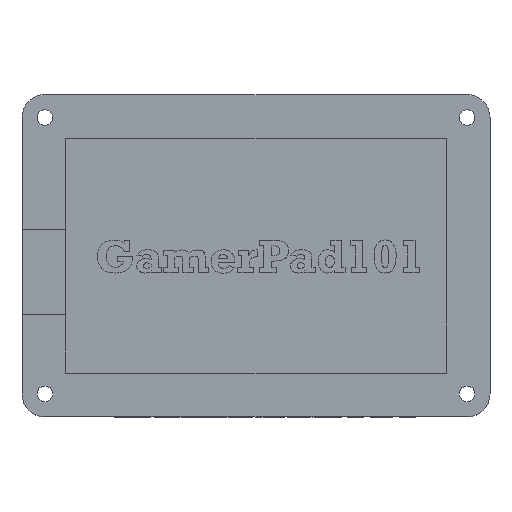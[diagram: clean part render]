
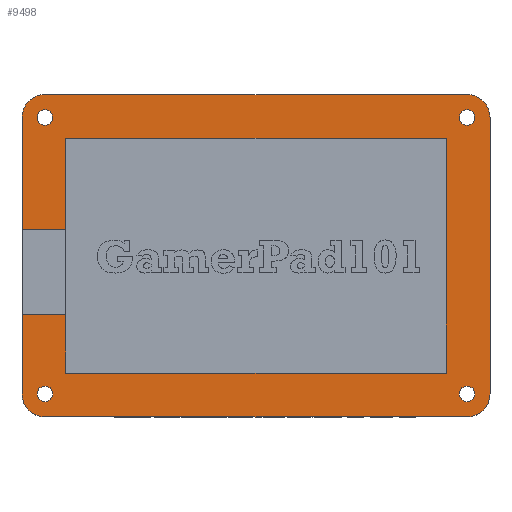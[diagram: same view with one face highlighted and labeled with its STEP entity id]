
A CAD part, top view. The second image highlights one B-rep face of the part: STEP entity #9498.
In plain terms, the highlighted planar face has unit normal (0, 0, 1).
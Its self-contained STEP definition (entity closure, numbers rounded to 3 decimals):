
#19=CIRCLE('',#9768,5.);
#21=CIRCLE('',#9771,5.);
#22=CIRCLE('',#9772,5.);
#23=CIRCLE('',#9773,5.);
#24=CIRCLE('',#9774,1.7);
#25=CIRCLE('',#9775,1.7);
#26=CIRCLE('',#9776,1.7);
#27=CIRCLE('',#9777,1.7);
#88=FACE_BOUND('',#1865,.T.);
#89=FACE_BOUND('',#1866,.T.);
#90=FACE_BOUND('',#1867,.T.);
#91=FACE_BOUND('',#1868,.T.);
#1326=FACE_OUTER_BOUND('',#1864,.T.);
#1864=EDGE_LOOP('',(#8633,#8634,#8635,#8636,#8637,#8638,#8639,#8640,#8641,
#8642,#8643,#8644,#8645,#8646,#8647,#8648));
#1865=EDGE_LOOP('',(#8649));
#1866=EDGE_LOOP('',(#8650));
#1867=EDGE_LOOP('',(#8651));
#1868=EDGE_LOOP('',(#8652));
#2072=LINE('',#12399,#2946);
#2741=LINE('',#18224,#3615);
#2742=LINE('',#18228,#3616);
#2743=LINE('',#18230,#3617);
#2744=LINE('',#18232,#3618);
#2745=LINE('',#18234,#3619);
#2746=LINE('',#18236,#3620);
#2747=LINE('',#18238,#3621);
#2748=LINE('',#18240,#3622);
#2749=LINE('',#18242,#3623);
#2750=LINE('',#18244,#3624);
#2751=LINE('',#18248,#3625);
#2946=VECTOR('',#10085,10.);
#3615=VECTOR('',#11120,10.);
#3616=VECTOR('',#11123,10.);
#3617=VECTOR('',#11124,10.);
#3618=VECTOR('',#11125,10.);
#3619=VECTOR('',#11126,10.);
#3620=VECTOR('',#11127,10.);
#3621=VECTOR('',#11128,10.);
#3622=VECTOR('',#11129,10.);
#3623=VECTOR('',#11130,10.);
#3624=VECTOR('',#11131,10.);
#3625=VECTOR('',#11136,10.);
#3814=VERTEX_POINT('',#12393);
#3816=VERTEX_POINT('',#12397);
#4545=VERTEX_POINT('',#18214);
#4546=VERTEX_POINT('',#18215);
#4549=VERTEX_POINT('',#18223);
#4550=VERTEX_POINT('',#18225);
#4551=VERTEX_POINT('',#18227);
#4552=VERTEX_POINT('',#18229);
#4553=VERTEX_POINT('',#18231);
#4554=VERTEX_POINT('',#18233);
#4555=VERTEX_POINT('',#18235);
#4556=VERTEX_POINT('',#18237);
#4557=VERTEX_POINT('',#18239);
#4558=VERTEX_POINT('',#18241);
#4559=VERTEX_POINT('',#18243);
#4560=VERTEX_POINT('',#18246);
#4561=VERTEX_POINT('',#18249);
#4562=VERTEX_POINT('',#18251);
#4563=VERTEX_POINT('',#18253);
#4564=VERTEX_POINT('',#18255);
#4828=EDGE_CURVE('',#3814,#3816,#2072,.T.);
#5919=EDGE_CURVE('',#4545,#4546,#19,.T.);
#5923=EDGE_CURVE('',#4545,#4549,#2741,.T.);
#5924=EDGE_CURVE('',#4550,#4549,#21,.T.);
#5925=EDGE_CURVE('',#4550,#4551,#2742,.T.);
#5926=EDGE_CURVE('',#4551,#4552,#2743,.T.);
#5927=EDGE_CURVE('',#4552,#4553,#2744,.T.);
#5928=EDGE_CURVE('',#4553,#4554,#2745,.T.);
#5929=EDGE_CURVE('',#4554,#4555,#2746,.T.);
#5930=EDGE_CURVE('',#4555,#4556,#2747,.T.);
#5931=EDGE_CURVE('',#4556,#4557,#2748,.T.);
#5932=EDGE_CURVE('',#4557,#4558,#2749,.T.);
#5933=EDGE_CURVE('',#4558,#4559,#2750,.T.);
#5934=EDGE_CURVE('',#3814,#4559,#22,.T.);
#5935=EDGE_CURVE('',#4560,#3816,#23,.T.);
#5936=EDGE_CURVE('',#4560,#4546,#2751,.T.);
#5937=EDGE_CURVE('',#4561,#4561,#24,.T.);
#5938=EDGE_CURVE('',#4562,#4562,#25,.T.);
#5939=EDGE_CURVE('',#4563,#4563,#26,.T.);
#5940=EDGE_CURVE('',#4564,#4564,#27,.T.);
#8633=ORIENTED_EDGE('',*,*,#5919,.F.);
#8634=ORIENTED_EDGE('',*,*,#5923,.T.);
#8635=ORIENTED_EDGE('',*,*,#5924,.F.);
#8636=ORIENTED_EDGE('',*,*,#5925,.T.);
#8637=ORIENTED_EDGE('',*,*,#5926,.T.);
#8638=ORIENTED_EDGE('',*,*,#5927,.T.);
#8639=ORIENTED_EDGE('',*,*,#5928,.T.);
#8640=ORIENTED_EDGE('',*,*,#5929,.T.);
#8641=ORIENTED_EDGE('',*,*,#5930,.T.);
#8642=ORIENTED_EDGE('',*,*,#5931,.T.);
#8643=ORIENTED_EDGE('',*,*,#5932,.T.);
#8644=ORIENTED_EDGE('',*,*,#5933,.T.);
#8645=ORIENTED_EDGE('',*,*,#5934,.F.);
#8646=ORIENTED_EDGE('',*,*,#4828,.T.);
#8647=ORIENTED_EDGE('',*,*,#5935,.F.);
#8648=ORIENTED_EDGE('',*,*,#5936,.T.);
#8649=ORIENTED_EDGE('',*,*,#5937,.T.);
#8650=ORIENTED_EDGE('',*,*,#5938,.T.);
#8651=ORIENTED_EDGE('',*,*,#5939,.T.);
#8652=ORIENTED_EDGE('',*,*,#5940,.T.);
#9004=PLANE('',#9770);
#9498=ADVANCED_FACE('',(#1326,#88,#89,#90,#91),#9004,.T.);
#9768=AXIS2_PLACEMENT_3D('',#18216,#11112,#11113);
#9770=AXIS2_PLACEMENT_3D('',#18222,#11118,#11119);
#9771=AXIS2_PLACEMENT_3D('',#18226,#11121,#11122);
#9772=AXIS2_PLACEMENT_3D('',#18245,#11132,#11133);
#9773=AXIS2_PLACEMENT_3D('',#18247,#11134,#11135);
#9774=AXIS2_PLACEMENT_3D('',#18250,#11137,#11138);
#9775=AXIS2_PLACEMENT_3D('',#18252,#11139,#11140);
#9776=AXIS2_PLACEMENT_3D('',#18254,#11141,#11142);
#9777=AXIS2_PLACEMENT_3D('',#18256,#11143,#11144);
#10085=DIRECTION('',(1.,0.,0.));
#11112=DIRECTION('center_axis',(0.,0.,-1.));
#11113=DIRECTION('ref_axis',(0.707,0.707,0.));
#11118=DIRECTION('center_axis',(0.,0.,1.));
#11119=DIRECTION('ref_axis',(1.,0.,0.));
#11120=DIRECTION('',(-1.,0.,0.));
#11121=DIRECTION('center_axis',(0.,0.,-1.));
#11122=DIRECTION('ref_axis',(-0.707,0.707,0.));
#11123=DIRECTION('',(0.,-1.,0.));
#11124=DIRECTION('',(1.,0.,0.));
#11125=DIRECTION('',(0.,1.,0.));
#11126=DIRECTION('',(1.,0.,0.));
#11127=DIRECTION('',(0.,-1.,0.));
#11128=DIRECTION('',(-1.,0.,0.));
#11129=DIRECTION('',(0.,1.,0.));
#11130=DIRECTION('',(-1.,0.,0.));
#11131=DIRECTION('',(0.,-1.,0.));
#11132=DIRECTION('center_axis',(0.,0.,-1.));
#11133=DIRECTION('ref_axis',(-0.707,-0.707,0.));
#11134=DIRECTION('center_axis',(0.,0.,-1.));
#11135=DIRECTION('ref_axis',(0.707,-0.707,0.));
#11136=DIRECTION('',(0.,1.,0.));
#11137=DIRECTION('center_axis',(0.,0.,-1.));
#11138=DIRECTION('ref_axis',(1.,0.,0.));
#11139=DIRECTION('center_axis',(0.,0.,-1.));
#11140=DIRECTION('ref_axis',(1.,0.,0.));
#11141=DIRECTION('center_axis',(0.,0.,-1.));
#11142=DIRECTION('ref_axis',(1.,0.,0.));
#11143=DIRECTION('center_axis',(0.,0.,-1.));
#11144=DIRECTION('ref_axis',(1.,0.,0.));
#12393=CARTESIAN_POINT('',(-56.885,-22.481,13.));
#12397=CARTESIAN_POINT('',(34.915,-22.481,13.));
#12399=CARTESIAN_POINT('',(39.915,-22.481,13.));
#18214=CARTESIAN_POINT('',(34.915,47.619,13.));
#18215=CARTESIAN_POINT('',(39.915,42.619,13.));
#18216=CARTESIAN_POINT('Origin',(34.915,42.619,13.));
#18222=CARTESIAN_POINT('Origin',(-56.885,42.619,13.));
#18223=CARTESIAN_POINT('',(-56.885,47.619,13.));
#18224=CARTESIAN_POINT('',(-61.885,47.619,13.));
#18225=CARTESIAN_POINT('',(-61.885,42.619,13.));
#18226=CARTESIAN_POINT('Origin',(-56.885,42.619,13.));
#18227=CARTESIAN_POINT('',(-61.885,18.249,13.));
#18228=CARTESIAN_POINT('',(-61.885,-22.481,13.));
#18229=CARTESIAN_POINT('',(-52.385,18.249,13.));
#18230=CARTESIAN_POINT('',(-59.385,18.249,13.));
#18231=CARTESIAN_POINT('',(-52.385,38.119,13.));
#18232=CARTESIAN_POINT('',(-52.385,-12.981,13.));
#18233=CARTESIAN_POINT('',(30.415,38.119,13.));
#18234=CARTESIAN_POINT('',(-52.385,38.119,13.));
#18235=CARTESIAN_POINT('',(30.415,-12.981,13.));
#18236=CARTESIAN_POINT('',(30.415,38.119,13.));
#18237=CARTESIAN_POINT('',(-52.385,-12.981,13.));
#18238=CARTESIAN_POINT('',(30.415,-12.981,13.));
#18239=CARTESIAN_POINT('',(-52.385,-0.251,13.));
#18240=CARTESIAN_POINT('',(-52.385,-12.981,13.));
#18241=CARTESIAN_POINT('',(-61.885,-0.251,13.));
#18242=CARTESIAN_POINT('',(-54.635,-0.251,13.));
#18243=CARTESIAN_POINT('',(-61.885,-17.481,13.));
#18244=CARTESIAN_POINT('',(-61.885,-22.481,13.));
#18245=CARTESIAN_POINT('Origin',(-56.885,-17.481,13.));
#18246=CARTESIAN_POINT('',(39.915,-17.481,13.));
#18247=CARTESIAN_POINT('Origin',(34.915,-17.481,13.));
#18248=CARTESIAN_POINT('',(39.915,47.619,13.));
#18249=CARTESIAN_POINT('',(-58.585,42.619,13.));
#18250=CARTESIAN_POINT('Origin',(-56.885,42.619,13.));
#18251=CARTESIAN_POINT('',(33.215,-17.481,13.));
#18252=CARTESIAN_POINT('Origin',(34.915,-17.481,13.));
#18253=CARTESIAN_POINT('',(-58.585,-17.481,13.));
#18254=CARTESIAN_POINT('Origin',(-56.885,-17.481,13.));
#18255=CARTESIAN_POINT('',(33.215,42.619,13.));
#18256=CARTESIAN_POINT('Origin',(34.915,42.619,13.));
